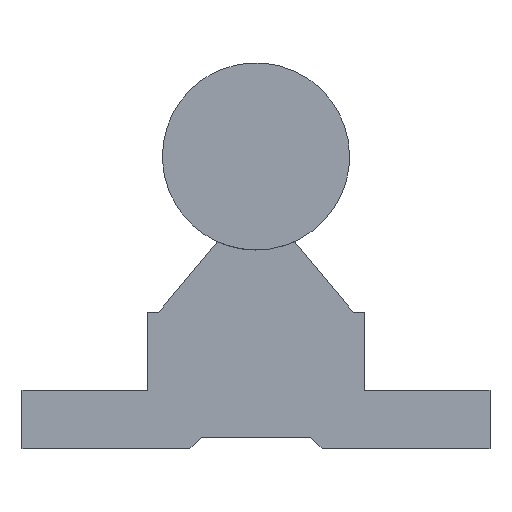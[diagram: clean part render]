
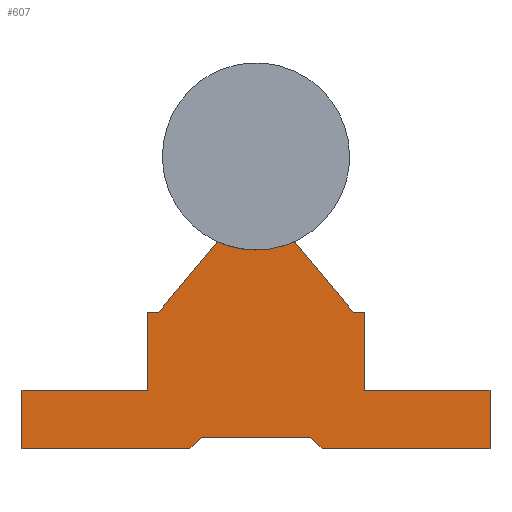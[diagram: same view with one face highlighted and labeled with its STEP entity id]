
A CAD part, front view. The second image highlights one B-rep face of the part: STEP entity #607.
In plain terms, the highlighted free-form (B-spline) face has degree [1, 1] with [2, 2] control points.
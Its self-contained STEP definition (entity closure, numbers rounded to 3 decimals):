
#100 = VERTEX_POINT('',#101);
#101 = CARTESIAN_POINT('',(4.909,-749.945,26.548
    ));
#106 = EDGE_CURVE('',#107,#100,#109,.T.);
#107 = VERTEX_POINT('',#108);
#108 = CARTESIAN_POINT('',(-4.909,-749.945,
    26.548));
#109 = ( BOUNDED_CURVE() B_SPLINE_CURVE(2,(#110,#111,#112),
.UNSPECIFIED.,.F.,.F.) B_SPLINE_CURVE_WITH_KNOTS((3,3),(4.291,
5.134),.PIECEWISE_BEZIER_KNOTS.) CURVE() 
GEOMETRIC_REPRESENTATION_ITEM() RATIONAL_B_SPLINE_CURVE((1.,0.913,1.)) 
REPRESENTATION_ITEM('') );
#110 = CARTESIAN_POINT('',(-4.909,-749.945,
    26.548));
#111 = CARTESIAN_POINT('',(0.,-749.945,
    24.348));
#112 = CARTESIAN_POINT('',(4.909,-749.945,26.548
    ));
#478 = EDGE_CURVE('',#107,#479,#481,.T.);
#479 = VERTEX_POINT('',#480);
#480 = CARTESIAN_POINT('',(-12.46,-749.945,
    17.549));
#481 = B_SPLINE_CURVE_WITH_KNOTS('',1,(#482,#483),.UNSPECIFIED.,.F.,.F.,
  (2,2),(-0.,7.832),.PIECEWISE_BEZIER_KNOTS.);
#482 = CARTESIAN_POINT('',(-4.909,-749.945,
    26.548));
#483 = CARTESIAN_POINT('',(-12.46,-749.945,
    17.549));
#607 = ADVANCED_FACE('',(#608),#708,.F.);
#608 = FACE_BOUND('',#609,.F.);
#609 = EDGE_LOOP('',(#610,#611,#618,#625,#632,#639,#646,#653,#660,#667,
    #674,#681,#688,#695,#702,#707));
#610 = ORIENTED_EDGE('',*,*,#106,.T.);
#611 = ORIENTED_EDGE('',*,*,#612,.T.);
#612 = EDGE_CURVE('',#100,#613,#615,.T.);
#613 = VERTEX_POINT('',#614);
#614 = CARTESIAN_POINT('',(12.46,-749.945,
    17.549));
#615 = B_SPLINE_CURVE_WITH_KNOTS('',1,(#616,#617),.UNSPECIFIED.,.F.,.F.,
  (2,2),(0.,7.832),.PIECEWISE_BEZIER_KNOTS.);
#616 = CARTESIAN_POINT('',(4.909,-749.945,26.548
    ));
#617 = CARTESIAN_POINT('',(12.46,-749.945,
    17.549));
#618 = ORIENTED_EDGE('',*,*,#619,.T.);
#619 = EDGE_CURVE('',#613,#620,#622,.T.);
#620 = VERTEX_POINT('',#621);
#621 = CARTESIAN_POINT('',(13.874,-749.945,
    17.549));
#622 = B_SPLINE_CURVE_WITH_KNOTS('',1,(#623,#624),.UNSPECIFIED.,.F.,.F.,
  (2,2),(0.,0.943),.PIECEWISE_BEZIER_KNOTS.);
#623 = CARTESIAN_POINT('',(12.46,-749.945,
    17.549));
#624 = CARTESIAN_POINT('',(13.874,-749.945,
    17.549));
#625 = ORIENTED_EDGE('',*,*,#626,.T.);
#626 = EDGE_CURVE('',#620,#627,#629,.T.);
#627 = VERTEX_POINT('',#628);
#628 = CARTESIAN_POINT('',(13.874,-749.945,7.499
    ));
#629 = B_SPLINE_CURVE_WITH_KNOTS('',1,(#630,#631),.UNSPECIFIED.,.F.,.F.,
  (2,2),(0.,6.7),.PIECEWISE_BEZIER_KNOTS.);
#630 = CARTESIAN_POINT('',(13.874,-749.945,
    17.549));
#631 = CARTESIAN_POINT('',(13.874,-749.945,7.499
    ));
#632 = ORIENTED_EDGE('',*,*,#633,.T.);
#633 = EDGE_CURVE('',#627,#634,#636,.T.);
#634 = VERTEX_POINT('',#635);
#635 = CARTESIAN_POINT('',(29.998,-749.945,7.499
    ));
#636 = B_SPLINE_CURVE_WITH_KNOTS('',1,(#637,#638),.UNSPECIFIED.,.F.,.F.,
  (2,2),(0.,10.75),.PIECEWISE_BEZIER_KNOTS.);
#637 = CARTESIAN_POINT('',(13.874,-749.945,7.499
    ));
#638 = CARTESIAN_POINT('',(29.998,-749.945,7.499
    ));
#639 = ORIENTED_EDGE('',*,*,#640,.T.);
#640 = EDGE_CURVE('',#634,#641,#643,.T.);
#641 = VERTEX_POINT('',#642);
#642 = CARTESIAN_POINT('',(29.998,-749.945,
    0.));
#643 = B_SPLINE_CURVE_WITH_KNOTS('',1,(#644,#645),.UNSPECIFIED.,.F.,.F.,
  (2,2),(0.,5.),.PIECEWISE_BEZIER_KNOTS.);
#644 = CARTESIAN_POINT('',(29.998,-749.945,7.499
    ));
#645 = CARTESIAN_POINT('',(29.998,-749.945,
    0.));
#646 = ORIENTED_EDGE('',*,*,#647,.F.);
#647 = EDGE_CURVE('',#648,#641,#650,.T.);
#648 = VERTEX_POINT('',#649);
#649 = CARTESIAN_POINT('',(8.474,-749.945,
    0.));
#650 = B_SPLINE_CURVE_WITH_KNOTS('',1,(#651,#652),.UNSPECIFIED.,.F.,.F.,
  (2,2),(0.,14.35),.PIECEWISE_BEZIER_KNOTS.);
#651 = CARTESIAN_POINT('',(8.474,-749.945,
    0.));
#652 = CARTESIAN_POINT('',(29.998,-749.945,
    0.));
#653 = ORIENTED_EDGE('',*,*,#654,.F.);
#654 = EDGE_CURVE('',#655,#648,#657,.T.);
#655 = VERTEX_POINT('',#656);
#656 = CARTESIAN_POINT('',(6.974,-749.945,1.5)
  );
#657 = B_SPLINE_CURVE_WITH_KNOTS('',1,(#658,#659),.UNSPECIFIED.,.F.,.F.,
  (2,2),(0.,1.414),.PIECEWISE_BEZIER_KNOTS.);
#658 = CARTESIAN_POINT('',(6.974,-749.945,1.5)
  );
#659 = CARTESIAN_POINT('',(8.474,-749.945,
    0.));
#660 = ORIENTED_EDGE('',*,*,#661,.F.);
#661 = EDGE_CURVE('',#662,#655,#664,.T.);
#662 = VERTEX_POINT('',#663);
#663 = CARTESIAN_POINT('',(-6.974,-749.945,1.5
    ));
#664 = B_SPLINE_CURVE_WITH_KNOTS('',1,(#665,#666),.UNSPECIFIED.,.F.,.F.,
  (2,2),(0.,9.3),.PIECEWISE_BEZIER_KNOTS.);
#665 = CARTESIAN_POINT('',(-6.974,-749.945,1.5
    ));
#666 = CARTESIAN_POINT('',(6.974,-749.945,1.5)
  );
#667 = ORIENTED_EDGE('',*,*,#668,.F.);
#668 = EDGE_CURVE('',#669,#662,#671,.T.);
#669 = VERTEX_POINT('',#670);
#670 = CARTESIAN_POINT('',(-8.474,-749.945,
    0.));
#671 = B_SPLINE_CURVE_WITH_KNOTS('',1,(#672,#673),.UNSPECIFIED.,.F.,.F.,
  (2,2),(0.,1.414),.PIECEWISE_BEZIER_KNOTS.);
#672 = CARTESIAN_POINT('',(-8.474,-749.945,
    0.));
#673 = CARTESIAN_POINT('',(-6.974,-749.945,1.5
    ));
#674 = ORIENTED_EDGE('',*,*,#675,.F.);
#675 = EDGE_CURVE('',#676,#669,#678,.T.);
#676 = VERTEX_POINT('',#677);
#677 = CARTESIAN_POINT('',(-29.998,-749.945,
    0.));
#678 = B_SPLINE_CURVE_WITH_KNOTS('',1,(#679,#680),.UNSPECIFIED.,.F.,.F.,
  (2,2),(0.,14.35),.PIECEWISE_BEZIER_KNOTS.);
#679 = CARTESIAN_POINT('',(-29.998,-749.945,
    0.));
#680 = CARTESIAN_POINT('',(-8.474,-749.945,
    0.));
#681 = ORIENTED_EDGE('',*,*,#682,.F.);
#682 = EDGE_CURVE('',#683,#676,#685,.T.);
#683 = VERTEX_POINT('',#684);
#684 = CARTESIAN_POINT('',(-29.998,-749.945,7.499
    ));
#685 = B_SPLINE_CURVE_WITH_KNOTS('',1,(#686,#687),.UNSPECIFIED.,.F.,.F.,
  (2,2),(0.,5.),.PIECEWISE_BEZIER_KNOTS.);
#686 = CARTESIAN_POINT('',(-29.998,-749.945,7.499
    ));
#687 = CARTESIAN_POINT('',(-29.998,-749.945,
    0.));
#688 = ORIENTED_EDGE('',*,*,#689,.F.);
#689 = EDGE_CURVE('',#690,#683,#692,.T.);
#690 = VERTEX_POINT('',#691);
#691 = CARTESIAN_POINT('',(-13.874,-749.945,7.499
    ));
#692 = B_SPLINE_CURVE_WITH_KNOTS('',1,(#693,#694),.UNSPECIFIED.,.F.,.F.,
  (2,2),(0.,10.75),.PIECEWISE_BEZIER_KNOTS.);
#693 = CARTESIAN_POINT('',(-13.874,-749.945,7.499
    ));
#694 = CARTESIAN_POINT('',(-29.998,-749.945,7.499
    ));
#695 = ORIENTED_EDGE('',*,*,#696,.F.);
#696 = EDGE_CURVE('',#697,#690,#699,.T.);
#697 = VERTEX_POINT('',#698);
#698 = CARTESIAN_POINT('',(-13.874,-749.945,
    17.549));
#699 = B_SPLINE_CURVE_WITH_KNOTS('',1,(#700,#701),.UNSPECIFIED.,.F.,.F.,
  (2,2),(0.,6.7),.PIECEWISE_BEZIER_KNOTS.);
#700 = CARTESIAN_POINT('',(-13.874,-749.945,
    17.549));
#701 = CARTESIAN_POINT('',(-13.874,-749.945,7.499
    ));
#702 = ORIENTED_EDGE('',*,*,#703,.F.);
#703 = EDGE_CURVE('',#479,#697,#704,.T.);
#704 = B_SPLINE_CURVE_WITH_KNOTS('',1,(#705,#706),.UNSPECIFIED.,.F.,.F.,
  (2,2),(0.,0.943),.PIECEWISE_BEZIER_KNOTS.);
#705 = CARTESIAN_POINT('',(-12.46,-749.945,
    17.549));
#706 = CARTESIAN_POINT('',(-13.874,-749.945,
    17.549));
#707 = ORIENTED_EDGE('',*,*,#478,.F.);
#708 = B_SPLINE_SURFACE_WITH_KNOTS('',1,1,(
    (#709,#710)
    ,(#711,#712
    )),.UNSPECIFIED.,.F.,.F.,.F.,(2,2),(2,2),(-5.669,
    12.031),(-20.,20.),.PIECEWISE_BEZIER_KNOTS.);
#709 = CARTESIAN_POINT('',(-29.998,-749.945,
    0.));
#710 = CARTESIAN_POINT('',(29.998,-749.945,
    0.));
#711 = CARTESIAN_POINT('',(-29.998,-749.945,
    26.548));
#712 = CARTESIAN_POINT('',(29.998,-749.945,
    26.548));
